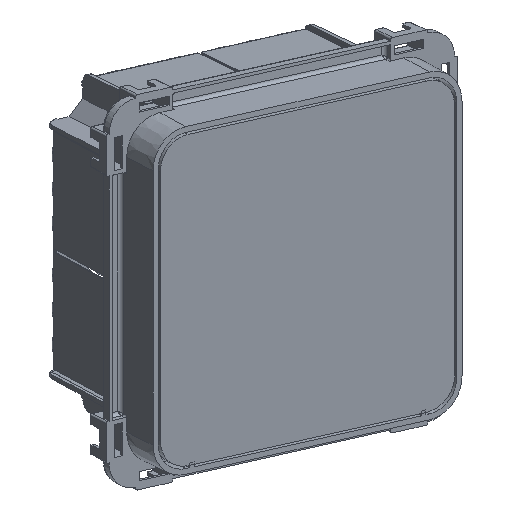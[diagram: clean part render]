
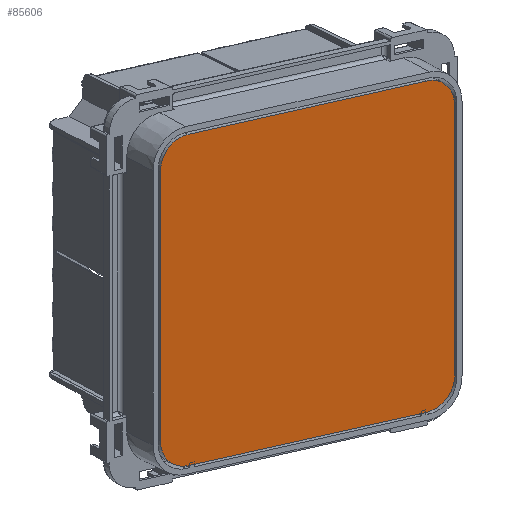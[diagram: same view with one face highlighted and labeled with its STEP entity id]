
A CAD part, top view. The second image highlights one B-rep face of the part: STEP entity #85606.
In plain terms, the highlighted face is planar.
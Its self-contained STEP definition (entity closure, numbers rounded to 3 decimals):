
#85425=CARTESIAN_POINT('Vertex',(-36.75,45.25,1.25)) ;
#85428=CARTESIAN_POINT('Line Origine',(0.,45.25,1.25)) ;
#85432=CARTESIAN_POINT('Vertex',(36.75,45.25,1.25)) ;
#85463=CARTESIAN_POINT('Vertex',(-45.25,36.75,1.25)) ;
#85466=CARTESIAN_POINT('Axis2P3D Location',(-36.75,36.75,1.25)) ;
#85494=CARTESIAN_POINT('Vertex',(-45.25,-36.75,1.25)) ;
#85497=CARTESIAN_POINT('Line Origine',(-45.25,0.,1.25)) ;
#85558=CARTESIAN_POINT('Axis2P3D Location',(0.,0.,1.25)) ;
#85563=CARTESIAN_POINT('Axis2P3D Location',(-36.75,-36.75,1.25)) ;
#85567=CARTESIAN_POINT('Vertex',(-36.75,-45.25,1.25)) ;
#85570=CARTESIAN_POINT('Line Origine',(0.,-45.25,1.25)) ;
#85574=CARTESIAN_POINT('Vertex',(36.75,-45.25,1.25)) ;
#85577=CARTESIAN_POINT('Axis2P3D Location',(36.75,-36.75,1.25)) ;
#85581=CARTESIAN_POINT('Vertex',(45.25,-36.75,1.25)) ;
#85584=CARTESIAN_POINT('Line Origine',(45.25,0.,1.25)) ;
#85588=CARTESIAN_POINT('Vertex',(45.25,36.75,1.25)) ;
#85591=CARTESIAN_POINT('Axis2P3D Location',(36.75,36.75,1.25)) ;
#85429=DIRECTION('Vector Direction',(-1.,0.,0.)) ;
#85467=DIRECTION('Axis2P3D Direction',(0.,0.,1.)) ;
#85498=DIRECTION('Vector Direction',(0.,-1.,0.)) ;
#85559=DIRECTION('Axis2P3D Direction',(0.,0.,1.)) ;
#85560=DIRECTION('Axis2P3D XDirection',(1.,0.,0.)) ;
#85564=DIRECTION('Axis2P3D Direction',(0.,0.,1.)) ;
#85571=DIRECTION('Vector Direction',(-1.,0.,0.)) ;
#85578=DIRECTION('Axis2P3D Direction',(0.,0.,1.)) ;
#85585=DIRECTION('Vector Direction',(0.,-1.,0.)) ;
#85592=DIRECTION('Axis2P3D Direction',(0.,0.,1.)) ;
#85468=AXIS2_PLACEMENT_3D('Circle Axis2P3D',#85466,#85467,$) ;
#85561=AXIS2_PLACEMENT_3D('Plane Axis2P3D',#85558,#85559,#85560) ;
#85565=AXIS2_PLACEMENT_3D('Circle Axis2P3D',#85563,#85564,$) ;
#85579=AXIS2_PLACEMENT_3D('Circle Axis2P3D',#85577,#85578,$) ;
#85593=AXIS2_PLACEMENT_3D('Circle Axis2P3D',#85591,#85592,$) ;
#85597=ORIENTED_EDGE('',*,*,#85434,.F.) ;
#85598=ORIENTED_EDGE('',*,*,#85470,.T.) ;
#85599=ORIENTED_EDGE('',*,*,#85501,.F.) ;
#85600=ORIENTED_EDGE('',*,*,#85569,.F.) ;
#85601=ORIENTED_EDGE('',*,*,#85576,.T.) ;
#85602=ORIENTED_EDGE('',*,*,#85583,.T.) ;
#85603=ORIENTED_EDGE('',*,*,#85590,.T.) ;
#85604=ORIENTED_EDGE('',*,*,#85595,.F.) ;
#85430=VECTOR('Line Direction',#85429,1.) ;
#85499=VECTOR('Line Direction',#85498,1.) ;
#85572=VECTOR('Line Direction',#85571,1.) ;
#85586=VECTOR('Line Direction',#85585,1.) ;
#85606=ADVANCED_FACE('PartBody',(#85605),#85562,.T.) ;
#85469=CIRCLE('generated circle',#85468,8.5) ;
#85566=CIRCLE('generated circle',#85565,8.5) ;
#85580=CIRCLE('generated circle',#85579,8.5) ;
#85594=CIRCLE('generated circle',#85593,8.5) ;
#85434=EDGE_CURVE('',#85426,#85433,#85431,.F.) ;
#85470=EDGE_CURVE('',#85426,#85464,#85469,.T.) ;
#85501=EDGE_CURVE('',#85495,#85464,#85500,.F.) ;
#85569=EDGE_CURVE('',#85568,#85495,#85566,.F.) ;
#85576=EDGE_CURVE('',#85568,#85575,#85573,.F.) ;
#85583=EDGE_CURVE('',#85575,#85582,#85580,.T.) ;
#85590=EDGE_CURVE('',#85582,#85589,#85587,.F.) ;
#85595=EDGE_CURVE('',#85433,#85589,#85594,.F.) ;
#85596=EDGE_LOOP('',(#85597,#85598,#85599,#85600,#85601,#85602,#85603,#85604)) ;
#85605=FACE_OUTER_BOUND('',#85596,.T.) ;
#85431=LINE('Line',#85428,#85430) ;
#85500=LINE('Line',#85497,#85499) ;
#85573=LINE('Line',#85570,#85572) ;
#85587=LINE('Line',#85584,#85586) ;
#85562=PLANE('',#85561) ;
#85426=VERTEX_POINT('',#85425) ;
#85433=VERTEX_POINT('',#85432) ;
#85464=VERTEX_POINT('',#85463) ;
#85495=VERTEX_POINT('',#85494) ;
#85568=VERTEX_POINT('',#85567) ;
#85575=VERTEX_POINT('',#85574) ;
#85582=VERTEX_POINT('',#85581) ;
#85589=VERTEX_POINT('',#85588) ;
